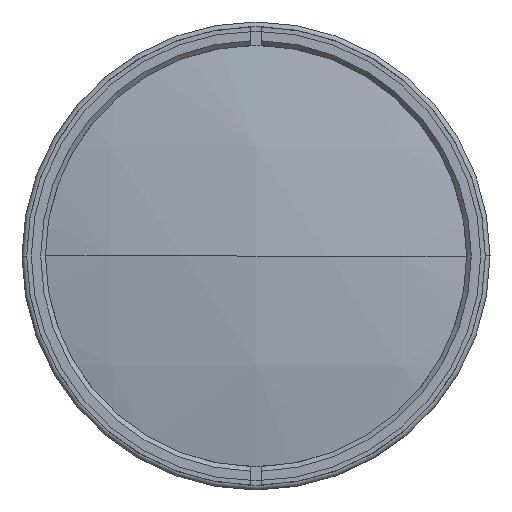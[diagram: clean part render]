
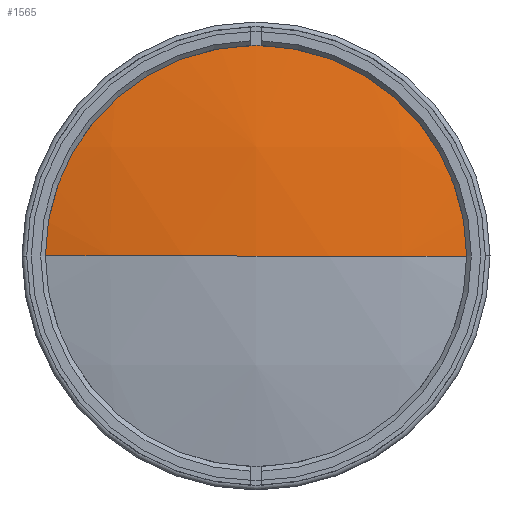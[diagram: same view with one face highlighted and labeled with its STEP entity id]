
A CAD part, left-side view. The second image highlights one B-rep face of the part: STEP entity #1565.
In plain terms, the highlighted spherical face has radius 224 mm.
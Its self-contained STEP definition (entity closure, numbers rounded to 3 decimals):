
#115 = AXIS2_PLACEMENT_3D ( 'NONE', #4138, #608, #1011 ) ;
#183 = CARTESIAN_POINT ( 'NONE',  ( 33.335, 0., 0. ) ) ;
#275 = DIRECTION ( 'NONE',  ( -1., 0., 0. ) ) ;
#608 = DIRECTION ( 'NONE',  ( 0., 0., 1. ) ) ;
#672 = CIRCLE ( 'NONE', #1858, 224. ) ;
#693 = CARTESIAN_POINT ( 'NONE',  ( 33.335, 0., 0. ) ) ;
#950 = SPHERICAL_SURFACE ( 'NONE', #115, 224. ) ;
#969 = EDGE_CURVE ( 'NONE', #3652, #2153, #672, .T. ) ;
#1011 = DIRECTION ( 'NONE',  ( 0., -1., 0. ) ) ;
#1364 = CIRCLE ( 'NONE', #3789, 46.5 ) ;
#1443 = CARTESIAN_POINT ( 'NONE',  ( -185.785, 46.5, 0. ) ) ;
#1536 = ORIENTED_EDGE ( 'NONE', *, *, #969, .F. ) ;
#1565 = ADVANCED_FACE ( 'NONE', ( #4099 ), #950, .T. ) ;
#1858 = AXIS2_PLACEMENT_3D ( 'NONE', #693, #4213, #3168 ) ;
#1876 = ORIENTED_EDGE ( 'NONE', *, *, #2108, .T. ) ;
#2048 = CARTESIAN_POINT ( 'NONE',  ( -190.665, 0., 0. ) ) ;
#2089 = CIRCLE ( 'NONE', #4218, 224. ) ;
#2108 = EDGE_CURVE ( 'NONE', #4091, #2153, #2089, .T. ) ;
#2153 = VERTEX_POINT ( 'NONE', #2048 ) ;
#3114 = ORIENTED_EDGE ( 'NONE', *, *, #4343, .T. ) ;
#3168 = DIRECTION ( 'NONE',  ( 0., 1., 0. ) ) ;
#3213 = EDGE_LOOP ( 'NONE', ( #3114, #1876, #1536 ) ) ;
#3257 = DIRECTION ( 'NONE',  ( 0., 0., 1. ) ) ;
#3494 = CARTESIAN_POINT ( 'NONE',  ( -185.785, 0., 0. ) ) ;
#3599 = DIRECTION ( 'NONE',  ( 0., -1., 0. ) ) ;
#3652 = VERTEX_POINT ( 'NONE', #3681 ) ;
#3681 = CARTESIAN_POINT ( 'NONE',  ( -185.785, -46.5, 0. ) ) ;
#3789 = AXIS2_PLACEMENT_3D ( 'NONE', #3494, #275, #3797 ) ;
#3797 = DIRECTION ( 'NONE',  ( 0., 0., -1. ) ) ;
#4091 = VERTEX_POINT ( 'NONE', #1443 ) ;
#4099 = FACE_OUTER_BOUND ( 'NONE', #3213, .T. ) ;
#4138 = CARTESIAN_POINT ( 'NONE',  ( 33.335, 0., 0. ) ) ;
#4213 = DIRECTION ( 'NONE',  ( 0., 0., -1. ) ) ;
#4218 = AXIS2_PLACEMENT_3D ( 'NONE', #183, #3257, #3599 ) ;
#4343 = EDGE_CURVE ( 'NONE', #3652, #4091, #1364, .T. ) ;
